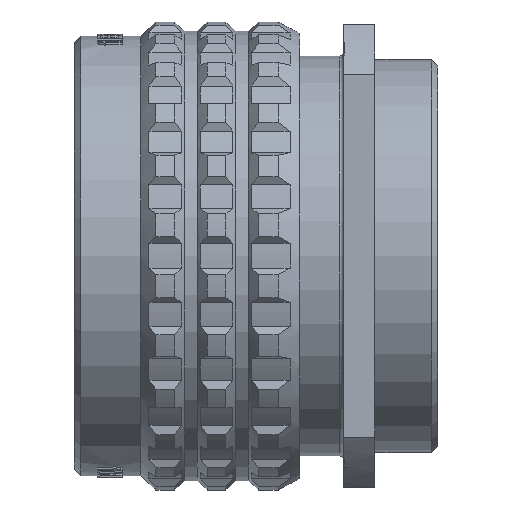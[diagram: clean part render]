
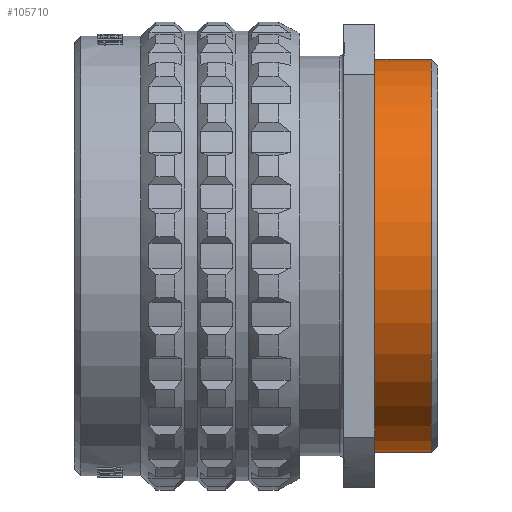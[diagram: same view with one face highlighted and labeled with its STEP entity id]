
A CAD part, top view. The second image highlights one B-rep face of the part: STEP entity #105710.
In plain terms, the highlighted cylindrical face has radius 15.7 mm (diameter 31.4 mm), a partial arc.
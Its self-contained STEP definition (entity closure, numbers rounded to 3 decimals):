
#6992=CARTESIAN_POINT('',(28.5,0.,0.));
#6993=DIRECTION('',(1.,0.,0.));
#6994=DIRECTION('',(0.,1.,0.));
#6995=AXIS2_PLACEMENT_3D('',#6992,#6993,#6994);
#6997=DIRECTION('',(-1.,0.,0.));
#6998=VECTOR('',#6997,4.5);
#6999=CARTESIAN_POINT('',(28.5,15.7,0.));
#7000=LINE('5791',#6999,#6998);
#7001=DIRECTION('',(-1.,0.,0.));
#7002=VECTOR('',#7001,4.5);
#7003=CARTESIAN_POINT('',(28.5,-15.7,0.));
#7004=LINE('5799',#7003,#7002);
#7026=CARTESIAN_POINT('',(24.,0.,0.));
#7027=DIRECTION('',(1.,0.,0.));
#7028=DIRECTION('',(0.,1.,0.));
#7029=AXIS2_PLACEMENT_3D('',#7026,#7027,#7028);
#79759=CARTESIAN_POINT('',(28.5,15.7,0.));
#79761=VERTEX_POINT('',#79759);
#79762=CARTESIAN_POINT('',(24.,15.7,0.));
#79763=VERTEX_POINT('',#79762);
#79769=CARTESIAN_POINT('',(28.5,-15.7,0.));
#79771=VERTEX_POINT('',#79769);
#79772=CARTESIAN_POINT('',(24.,-15.7,0.));
#79773=VERTEX_POINT('',#79772);
#105696=CARTESIAN_POINT('',(-1.45,0.,0.));
#105697=DIRECTION('',(1.,0.,0.));
#105698=DIRECTION('',(0.,-1.,0.));
#105699=AXIS2_PLACEMENT_3D('',#105696,#105697,#105698);
#105700=CYLINDRICAL_SURFACE('247',#105699,15.7);
#105702=ORIENTED_EDGE('5791',*,*,#105701,.F.);
#105703=ORIENTED_EDGE('5810',*,*,#105684,.T.);
#105705=ORIENTED_EDGE('5799',*,*,#105704,.T.);
#105707=ORIENTED_EDGE('6062',*,*,#105706,.F.);
#105708=EDGE_LOOP('247',(#105702,#105703,#105705,#105707));
#105709=FACE_OUTER_BOUND('247',#105708,.F.);
#6996=CIRCLE('5810',#6995,15.7);
#7030=CIRCLE('6062',#7029,15.7);
#105684=EDGE_CURVE('5810',#79761,#79771,#6996,.T.);
#105701=EDGE_CURVE('5791',#79761,#79763,#7000,.T.);
#105704=EDGE_CURVE('5799',#79771,#79773,#7004,.T.);
#105706=EDGE_CURVE('6062',#79763,#79773,#7030,.T.);
#105710=ADVANCED_FACE('247',(#105709),#105700,.T.);
